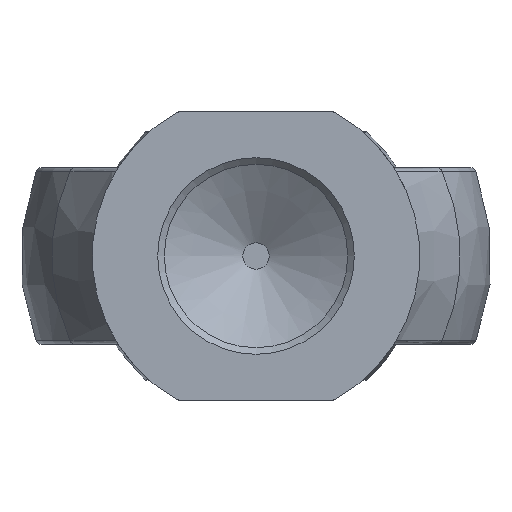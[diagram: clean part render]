
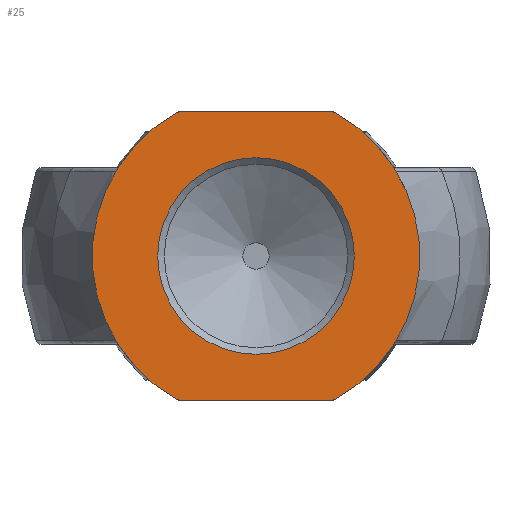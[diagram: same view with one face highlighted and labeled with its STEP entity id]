
A CAD part, front view. The second image highlights one B-rep face of the part: STEP entity #25.
In plain terms, the highlighted planar face has unit normal (0, -1, 0).
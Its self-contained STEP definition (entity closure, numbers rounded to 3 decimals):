
#25 = ADVANCED_FACE ( 'NONE', ( #481, #31 ), #1717, .T. ) ;
#31 = FACE_OUTER_BOUND ( 'NONE', #2085, .T. ) ;
#83 = DIRECTION ( 'NONE',  ( 0., -1., 0. ) ) ;
#99 = VECTOR ( 'NONE', #1643, 1000. ) ;
#102 = VERTEX_POINT ( 'NONE', #570 ) ;
#103 = EDGE_CURVE ( 'NONE', #1731, #1837, #1988, .T. ) ;
#140 = CARTESIAN_POINT ( 'NONE',  ( -18., -57., -11. ) ) ;
#172 = VERTEX_POINT ( 'NONE', #2436 ) ;
#189 = CIRCLE ( 'NONE', #505, 12.5 ) ;
#192 = DIRECTION ( 'NONE',  ( 0., 0., -1. ) ) ;
#214 = EDGE_CURVE ( 'NONE', #1548, #1879, #1218, .T. ) ;
#296 = CARTESIAN_POINT ( 'NONE',  ( 0., -57., -7.5 ) ) ;
#410 = CARTESIAN_POINT ( 'NONE',  ( 0., -57., 0. ) ) ;
#460 = CIRCLE ( 'NONE', #1936, 12.5 ) ;
#481 = FACE_BOUND ( 'NONE', #1276, .T. ) ;
#484 = CARTESIAN_POINT ( 'NONE',  ( 0., -57., 0. ) ) ;
#494 = CARTESIAN_POINT ( 'NONE',  ( -5.982, -57., 10.976 ) ) ;
#505 = AXIS2_PLACEMENT_3D ( 'NONE', #484, #83, #1925 ) ;
#510 = AXIS2_PLACEMENT_3D ( 'NONE', #1703, #1284, #1055 ) ;
#561 = DIRECTION ( 'NONE',  ( 0., 0., -1. ) ) ;
#570 = CARTESIAN_POINT ( 'NONE',  ( 5.886, -57., -11. ) ) ;
#579 = CARTESIAN_POINT ( 'NONE',  ( 5.886, -57., 10.8 ) ) ;
#580 = EDGE_CURVE ( 'NONE', #2656, #1731, #189, .T. ) ;
#705 = EDGE_CURVE ( 'NONE', #102, #2253, #967, .T. ) ;
#710 = CARTESIAN_POINT ( 'NONE',  ( -5.886, -57., -10.8 ) ) ;
#741 = ORIENTED_EDGE ( 'NONE', *, *, #1157, .T. ) ;
#793 = AXIS2_PLACEMENT_3D ( 'NONE', #579, #1219, #1400 ) ;
#843 = AXIS2_PLACEMENT_3D ( 'NONE', #710, #1378, #1923 ) ;
#850 = CIRCLE ( 'NONE', #939, 0.2 ) ;
#926 = VERTEX_POINT ( 'NONE', #296 ) ;
#939 = AXIS2_PLACEMENT_3D ( 'NONE', #2086, #1668, #1428 ) ;
#967 = CIRCLE ( 'NONE', #1832, 0.2 ) ;
#994 = DIRECTION ( 'NONE',  ( 0., -1., 0. ) ) ;
#1008 = ORIENTED_EDGE ( 'NONE', *, *, #705, .T. ) ;
#1050 = CARTESIAN_POINT ( 'NONE',  ( -5.886, -57., -11. ) ) ;
#1055 = DIRECTION ( 'NONE',  ( 0., 0., -1. ) ) ;
#1157 = EDGE_CURVE ( 'NONE', #172, #1879, #2299, .T. ) ;
#1179 = CARTESIAN_POINT ( 'NONE',  ( 5.886, -57., -10.8 ) ) ;
#1191 = EDGE_CURVE ( 'NONE', #926, #926, #2628, .T. ) ;
#1193 = DIRECTION ( 'NONE',  ( 0., -1., 0. ) ) ;
#1215 = EDGE_CURVE ( 'NONE', #2253, #172, #460, .T. ) ;
#1218 = LINE ( 'NONE', #2013, #99 ) ;
#1219 = DIRECTION ( 'NONE',  ( 0., -1., 0. ) ) ;
#1232 = CARTESIAN_POINT ( 'NONE',  ( 5.886, -57., 11. ) ) ;
#1240 = ORIENTED_EDGE ( 'NONE', *, *, #1191, .T. ) ;
#1276 = EDGE_LOOP ( 'NONE', ( #1240 ) ) ;
#1284 = DIRECTION ( 'NONE',  ( 0., -1., 0. ) ) ;
#1378 = DIRECTION ( 'NONE',  ( 0., -1., 0. ) ) ;
#1400 = DIRECTION ( 'NONE',  ( 0., 0., -1. ) ) ;
#1428 = DIRECTION ( 'NONE',  ( 0., 0., -1. ) ) ;
#1488 = AXIS2_PLACEMENT_3D ( 'NONE', #410, #2210, #2001 ) ;
#1523 = ORIENTED_EDGE ( 'NONE', *, *, #1700, .T. ) ;
#1548 = VERTEX_POINT ( 'NONE', #1651 ) ;
#1643 = DIRECTION ( 'NONE',  ( 1., 0., 0. ) ) ;
#1651 = CARTESIAN_POINT ( 'NONE',  ( -5.886, -57., 11. ) ) ;
#1668 = DIRECTION ( 'NONE',  ( 0., -1., 0. ) ) ;
#1700 = EDGE_CURVE ( 'NONE', #1548, #2656, #850, .T. ) ;
#1703 = CARTESIAN_POINT ( 'NONE',  ( 0., -57., 0. ) ) ;
#1717 = PLANE ( 'NONE',  #510 ) ;
#1731 = VERTEX_POINT ( 'NONE', #2657 ) ;
#1832 = AXIS2_PLACEMENT_3D ( 'NONE', #1179, #1193, #561 ) ;
#1837 = VERTEX_POINT ( 'NONE', #1050 ) ;
#1848 = VECTOR ( 'NONE', #2433, 1000. ) ;
#1867 = CARTESIAN_POINT ( 'NONE',  ( 5.982, -57., -10.976 ) ) ;
#1879 = VERTEX_POINT ( 'NONE', #1232 ) ;
#1923 = DIRECTION ( 'NONE',  ( 0., 0., -1. ) ) ;
#1925 = DIRECTION ( 'NONE',  ( 0., 0., -1. ) ) ;
#1936 = AXIS2_PLACEMENT_3D ( 'NONE', #2030, #994, #192 ) ;
#1978 = ORIENTED_EDGE ( 'NONE', *, *, #103, .T. ) ;
#1980 = LINE ( 'NONE', #140, #1848 ) ;
#1988 = CIRCLE ( 'NONE', #843, 0.2 ) ;
#2001 = DIRECTION ( 'NONE',  ( 0., 0., -1. ) ) ;
#2013 = CARTESIAN_POINT ( 'NONE',  ( -18., -57., 11. ) ) ;
#2030 = CARTESIAN_POINT ( 'NONE',  ( 0., -57., 0. ) ) ;
#2085 = EDGE_LOOP ( 'NONE', ( #2525, #1978, #2593, #1008, #2144, #741, #2172, #1523 ) ) ;
#2086 = CARTESIAN_POINT ( 'NONE',  ( -5.886, -57., 10.8 ) ) ;
#2144 = ORIENTED_EDGE ( 'NONE', *, *, #1215, .T. ) ;
#2172 = ORIENTED_EDGE ( 'NONE', *, *, #214, .F. ) ;
#2210 = DIRECTION ( 'NONE',  ( 0., 1., 0. ) ) ;
#2253 = VERTEX_POINT ( 'NONE', #1867 ) ;
#2299 = CIRCLE ( 'NONE', #793, 0.2 ) ;
#2365 = EDGE_CURVE ( 'NONE', #102, #1837, #1980, .T. ) ;
#2433 = DIRECTION ( 'NONE',  ( -1., 0., 0. ) ) ;
#2436 = CARTESIAN_POINT ( 'NONE',  ( 5.982, -57., 10.976 ) ) ;
#2525 = ORIENTED_EDGE ( 'NONE', *, *, #580, .T. ) ;
#2593 = ORIENTED_EDGE ( 'NONE', *, *, #2365, .F. ) ;
#2628 = CIRCLE ( 'NONE', #1488, 7.5 ) ;
#2656 = VERTEX_POINT ( 'NONE', #494 ) ;
#2657 = CARTESIAN_POINT ( 'NONE',  ( -5.982, -57., -10.976 ) ) ;
